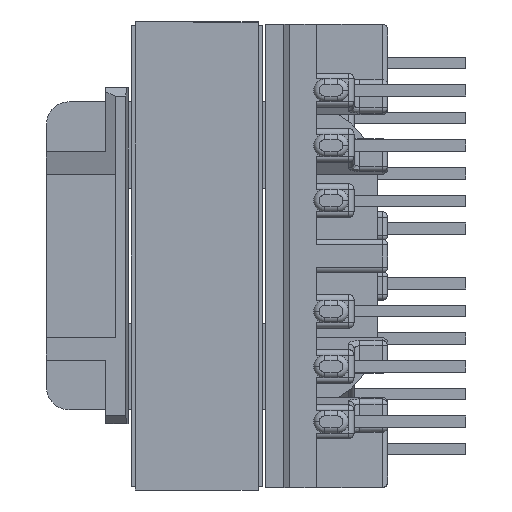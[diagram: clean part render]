
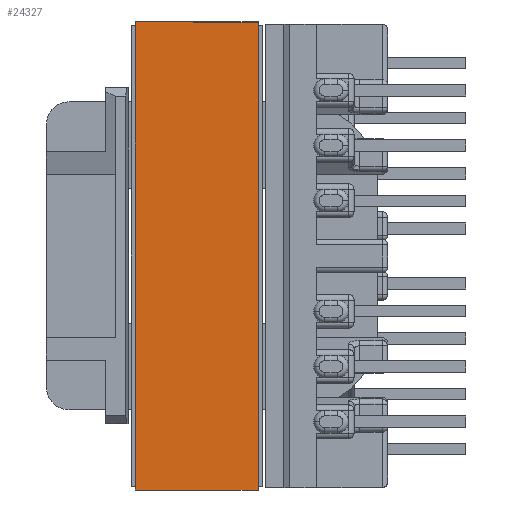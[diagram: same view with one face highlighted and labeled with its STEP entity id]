
A CAD part, left-side view. The second image highlights one B-rep face of the part: STEP entity #24327.
In plain terms, the highlighted planar face has unit normal (-1, 0, 0).
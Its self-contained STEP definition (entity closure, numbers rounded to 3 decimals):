
#58 = VECTOR ( 'NONE', #20264, 1000. ) ;
#897 = LINE ( 'NONE', #22333, #20940 ) ;
#995 = EDGE_CURVE ( 'NONE', #21664, #2843, #2744, .T. ) ;
#1319 = AXIS2_PLACEMENT_3D ( 'NONE', #20246, #8652, #22214 ) ;
#1514 = CARTESIAN_POINT ( 'NONE',  ( -0.16, -20.96, -5.54 ) ) ;
#2252 = VERTEX_POINT ( 'NONE', #1514 ) ;
#2744 = LINE ( 'NONE', #6542, #3334 ) ;
#2843 = VERTEX_POINT ( 'NONE', #6872 ) ;
#3160 = EDGE_CURVE ( 'NONE', #2252, #2843, #8113, .T. ) ;
#3334 = VECTOR ( 'NONE', #18141, 1000. ) ;
#6542 = CARTESIAN_POINT ( 'NONE',  ( -0.16, -20.96, 0. ) ) ;
#6872 = CARTESIAN_POINT ( 'NONE',  ( -0.16, -20.96, 0. ) ) ;
#8113 = LINE ( 'NONE', #19465, #17804 ) ;
#8652 = DIRECTION ( 'NONE',  ( -1., 0., 0. ) ) ;
#8814 = FACE_OUTER_BOUND ( 'NONE', #20141, .T. ) ;
#9083 = ORIENTED_EDGE ( 'NONE', *, *, #16914, .T. ) ;
#9372 = ORIENTED_EDGE ( 'NONE', *, *, #18153, .F. ) ;
#9946 = CARTESIAN_POINT ( 'NONE',  ( -0.16, 0.16, -5.54 ) ) ;
#12470 = PLANE ( 'NONE',  #1319 ) ;
#12737 = ORIENTED_EDGE ( 'NONE', *, *, #3160, .T. ) ;
#16206 = CARTESIAN_POINT ( 'NONE',  ( -0.16, -20.96, -5.54 ) ) ;
#16725 = VERTEX_POINT ( 'NONE', #9946 ) ;
#16914 = EDGE_CURVE ( 'NONE', #16725, #2252, #20720, .T. ) ;
#17804 = VECTOR ( 'NONE', #23475, 1000. ) ;
#18141 = DIRECTION ( 'NONE',  ( 0., -1., 0. ) ) ;
#18153 = EDGE_CURVE ( 'NONE', #16725, #21664, #897, .T. ) ;
#18487 = DIRECTION ( 'NONE',  ( 0., 0., 1. ) ) ;
#19465 = CARTESIAN_POINT ( 'NONE',  ( -0.16, -20.96, -5.54 ) ) ;
#20141 = EDGE_LOOP ( 'NONE', ( #20587, #9372, #9083, #12737 ) ) ;
#20246 = CARTESIAN_POINT ( 'NONE',  ( -0.16, -20.96, -5.54 ) ) ;
#20264 = DIRECTION ( 'NONE',  ( 0., -1., 0. ) ) ;
#20587 = ORIENTED_EDGE ( 'NONE', *, *, #995, .F. ) ;
#20720 = LINE ( 'NONE', #16206, #58 ) ;
#20940 = VECTOR ( 'NONE', #18487, 1000. ) ;
#21664 = VERTEX_POINT ( 'NONE', #23921 ) ;
#22214 = DIRECTION ( 'NONE',  ( 0., -1., 0. ) ) ;
#22333 = CARTESIAN_POINT ( 'NONE',  ( -0.16, 0.16, -5.54 ) ) ;
#23475 = DIRECTION ( 'NONE',  ( 0., 0., 1. ) ) ;
#23921 = CARTESIAN_POINT ( 'NONE',  ( -0.16, 0.16, 0. ) ) ;
#24327 = ADVANCED_FACE ( 'NONE', ( #8814 ), #12470, .T. ) ;
